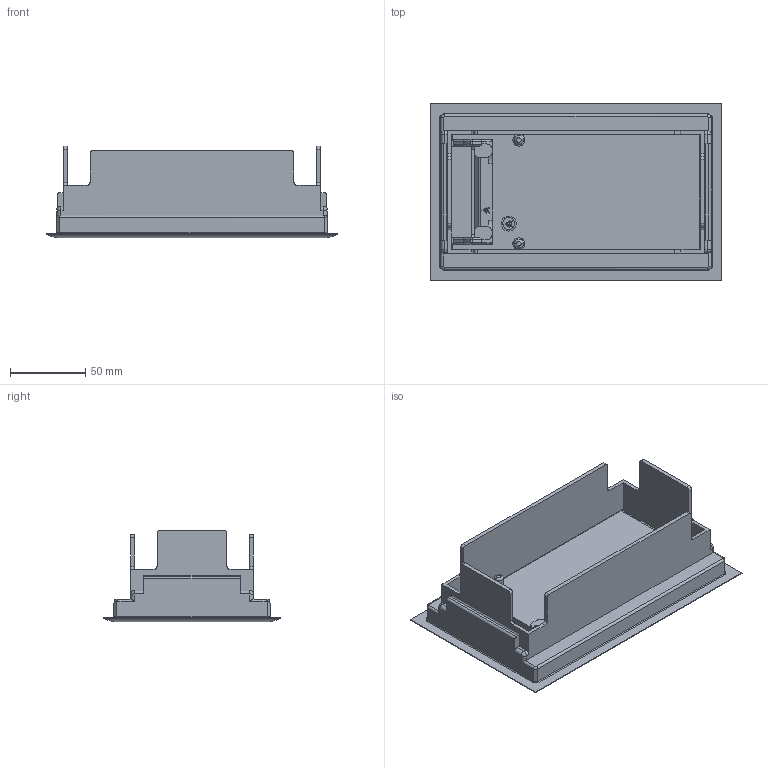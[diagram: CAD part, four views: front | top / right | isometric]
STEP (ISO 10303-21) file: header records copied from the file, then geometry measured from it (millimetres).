
FILE_DESCRIPTION (( 'STEP AP214' ), '1' );
FILE_NAME ('7405100_KSTP1.stp', '2016-05-03T12:52:40', ( '' ), ( '' ), 'SwSTEP 2.0', 'SolidWorks 2014', '' );
FILE_SCHEMA (( 'AUTOMOTIVE_DESIGN' ));
Length unit declared in the file: inch
Products named in the file (8): 42852_Standard; P_42260A_1_Standard; 7405100_KSTP1; P_42834B_1_Standard; 30712A_Standard; P_42846A_1_Standard; 35104333_Standard; P_42305A_1_Standard
Assembly tree (8 placements, depth 3):
  7405100_KSTP1
    P_42260A_1_Standard
    42852_Standard
    P_42305A_1_Standard
    35104333_Standard  x2
    30712A_Standard
      P_42846A_1_Standard
    P_42834B_1_Standard
Bounding box: 194 x 118 x 61 mm (x, y, z)
Volume: 243829.2 mm3; surface area: 150583.7 mm2
Topology: 7 solids, 7 shells, 445 faces, 1103 edges, 680 vertices
Faces by surface type: plane 236, cylinder 157, bspline 40, cone 12
Entity records: 18861 total; most frequent: CARTESIAN_POINT 3627, ORIENTED_EDGE 2054, DIRECTION 1887, EDGE_CURVE 1027, VECTOR 703, LINE 703, VERTEX_POINT 642, AXIS2_PLACEMENT_3D 592
